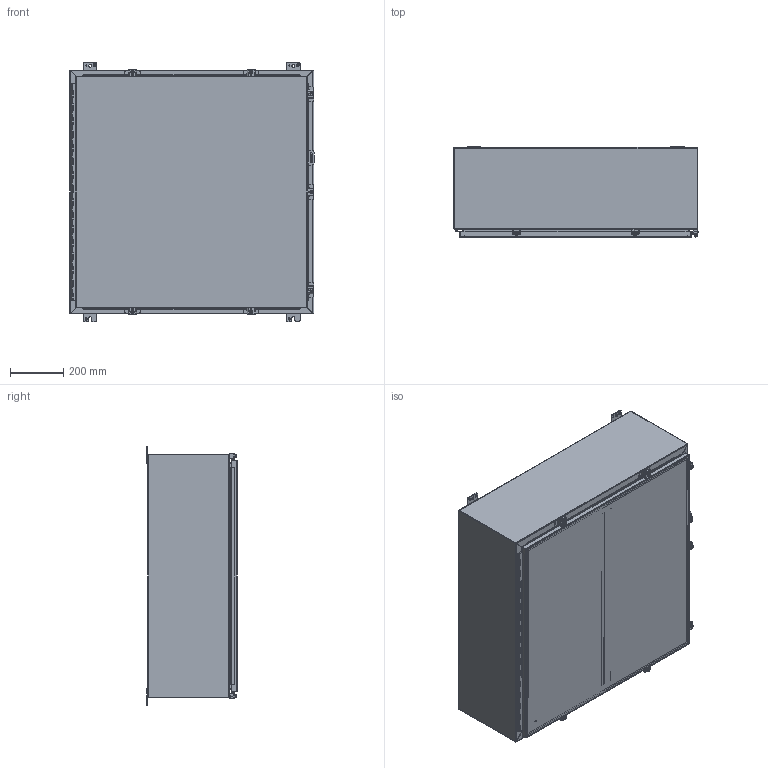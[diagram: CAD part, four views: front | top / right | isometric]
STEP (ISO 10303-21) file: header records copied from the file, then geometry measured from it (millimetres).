
FILE_DESCRIPTION (( 'STEP AP203' ), '1' );
FILE_NAME ('1418N4SSLL12_Default.step', '2019-11-01T21:04:09', ( 'ADC123' ), ( 'Microsoft' ), 'SwSTEP 2.0', 'SolidWorks 2019', '' );
FILE_SCHEMA (( 'CONFIG_CONTROL_DESIGN' ));
Length unit declared in the file: inch
Products named in the file (1): 1418N4SSLL12_Default
Bounding box: 916 x 339.73 x 971.55 mm (x, y, z)
Volume: 7798301.8 mm3; surface area: 8042252.9 mm2
Topology: 62 solids, 63 shells, 2137 faces, 5603 edges, 3662 vertices
Faces by surface type: plane 1291, cylinder 732, bspline 104, cone 10
Entity records: 69924 total; most frequent: CARTESIAN_POINT 16625, ORIENTED_EDGE 11198, DIRECTION 10897, EDGE_CURVE 5599, LINE 3873, VECTOR 3873, VERTEX_POINT 3662, AXIS2_PLACEMENT_3D 3512
